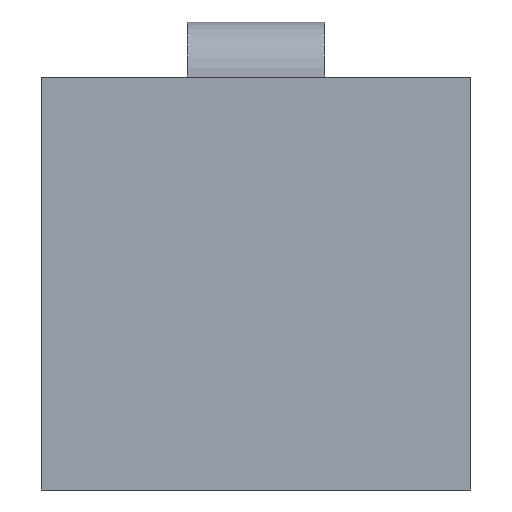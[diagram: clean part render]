
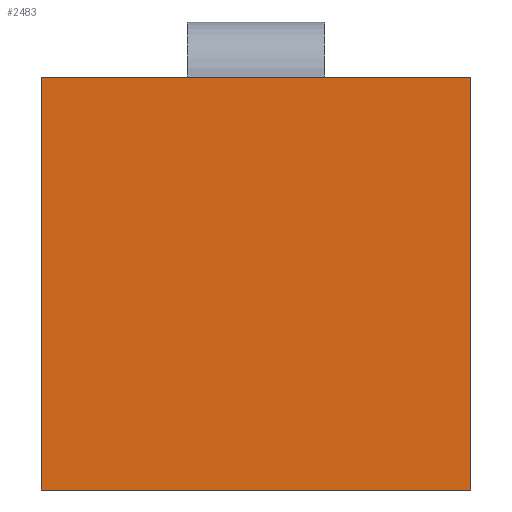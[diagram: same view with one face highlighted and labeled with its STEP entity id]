
A CAD part, front view. The second image highlights one B-rep face of the part: STEP entity #2483.
In plain terms, the highlighted planar face has unit normal (0, -1, 0).
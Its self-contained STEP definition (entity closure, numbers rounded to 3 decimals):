
#197 = DIRECTION ( 'NONE',  ( 0., -1., 0. ) ) ;
#240 = LINE ( 'NONE', #2548, #1173 ) ;
#247 = EDGE_CURVE ( 'NONE', #2031, #2788, #2204, .T. ) ;
#421 = ORIENTED_EDGE ( 'NONE', *, *, #554, .F. ) ;
#554 = EDGE_CURVE ( 'NONE', #5185, #2262, #1823, .T. ) ;
#776 = LINE ( 'NONE', #1728, #5466 ) ;
#1173 = VECTOR ( 'NONE', #2990, 1000. ) ;
#1555 = CARTESIAN_POINT ( 'NONE',  ( -7.8, 0., 7.5 ) ) ;
#1556 = CARTESIAN_POINT ( 'NONE',  ( 7.8, 0., 7.5 ) ) ;
#1690 = VECTOR ( 'NONE', #2646, 1000. ) ;
#1722 = EDGE_CURVE ( 'NONE', #2031, #5185, #240, .T. ) ;
#1728 = CARTESIAN_POINT ( 'NONE',  ( -7.8, 0., 7.5 ) ) ;
#1823 = LINE ( 'NONE', #5311, #1690 ) ;
#1888 = CARTESIAN_POINT ( 'NONE',  ( -7.8, 0., -7.5 ) ) ;
#1957 = AXIS2_PLACEMENT_3D ( 'NONE', #1556, #197, #3379 ) ;
#2031 = VERTEX_POINT ( 'NONE', #2128 ) ;
#2128 = CARTESIAN_POINT ( 'NONE',  ( 7.8, 0., 7.5 ) ) ;
#2204 = LINE ( 'NONE', #5116, #5795 ) ;
#2262 = VERTEX_POINT ( 'NONE', #1888 ) ;
#2428 = DIRECTION ( 'NONE',  ( -1., 0., 0. ) ) ;
#2483 = ADVANCED_FACE ( 'NONE', ( #4480 ), #5635, .T. ) ;
#2548 = CARTESIAN_POINT ( 'NONE',  ( 7.8, 0., 7.5 ) ) ;
#2646 = DIRECTION ( 'NONE',  ( -1., 0., 0. ) ) ;
#2788 = VERTEX_POINT ( 'NONE', #1555 ) ;
#2990 = DIRECTION ( 'NONE',  ( 0., 0., -1. ) ) ;
#3379 = DIRECTION ( 'NONE',  ( 0., 0., -1. ) ) ;
#3438 = CARTESIAN_POINT ( 'NONE',  ( 7.8, 0., -7.5 ) ) ;
#3463 = ORIENTED_EDGE ( 'NONE', *, *, #5730, .T. ) ;
#3548 = ORIENTED_EDGE ( 'NONE', *, *, #247, .T. ) ;
#3929 = EDGE_LOOP ( 'NONE', ( #421, #4145, #3548, #3463 ) ) ;
#4145 = ORIENTED_EDGE ( 'NONE', *, *, #1722, .F. ) ;
#4480 = FACE_OUTER_BOUND ( 'NONE', #3929, .T. ) ;
#5116 = CARTESIAN_POINT ( 'NONE',  ( 7.8, 0., 7.5 ) ) ;
#5185 = VERTEX_POINT ( 'NONE', #3438 ) ;
#5311 = CARTESIAN_POINT ( 'NONE',  ( 7.8, 0., -7.5 ) ) ;
#5343 = DIRECTION ( 'NONE',  ( 0., 0., -1. ) ) ;
#5466 = VECTOR ( 'NONE', #5343, 1000. ) ;
#5635 = PLANE ( 'NONE',  #1957 ) ;
#5730 = EDGE_CURVE ( 'NONE', #2788, #2262, #776, .T. ) ;
#5795 = VECTOR ( 'NONE', #2428, 1000. ) ;
